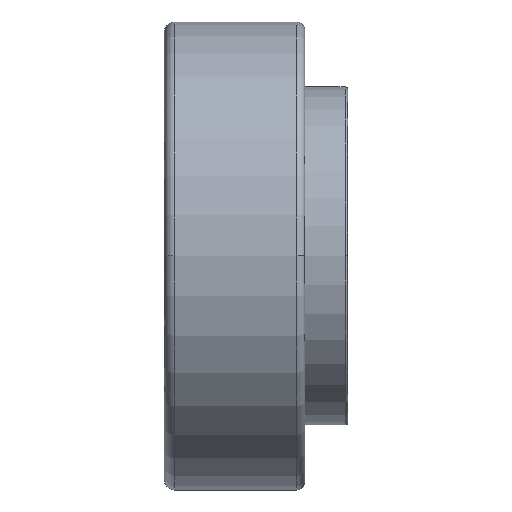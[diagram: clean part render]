
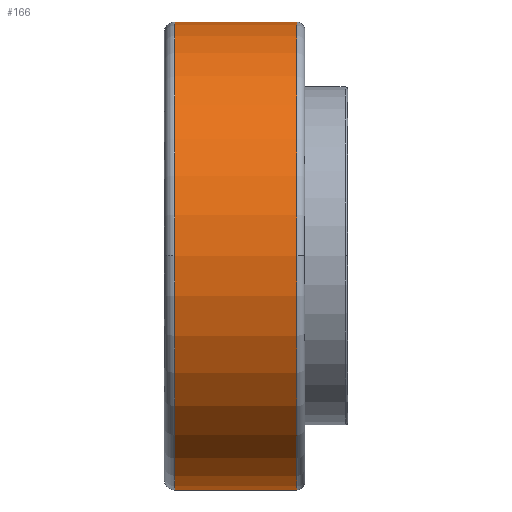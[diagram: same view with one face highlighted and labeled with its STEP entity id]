
A CAD part, top view. The second image highlights one B-rep face of the part: STEP entity #166.
In plain terms, the highlighted cylindrical face has radius 45 mm (diameter 90 mm), a partial arc.
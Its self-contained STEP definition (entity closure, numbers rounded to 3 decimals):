
#166=ADVANCED_FACE('',(#436),#437,.T.);
#436=FACE_OUTER_BOUND('',#855,.T.);
#437=CYLINDRICAL_SURFACE('',#856,45.0);
#855=EDGE_LOOP('',(#1263,#1264,#1265,#1266,#1267,#1268));
#856=AXIS2_PLACEMENT_3D('',#1269,#1270,#1271);
#1263=ORIENTED_EDGE('',*,*,#2272,.F.);
#1264=ORIENTED_EDGE('',*,*,#2273,.T.);
#1265=ORIENTED_EDGE('',*,*,#2274,.T.);
#1266=ORIENTED_EDGE('',*,*,#2275,.F.);
#1267=ORIENTED_EDGE('',*,*,#2276,.F.);
#1268=ORIENTED_EDGE('',*,*,#2267,.F.);
#1269=CARTESIAN_POINT('',(-3.875,0.0,0.0));
#1270=DIRECTION('',(1.0,0.0,0.0));
#1271=DIRECTION('',(0.0,1.0,0.0));
#2267=EDGE_CURVE('',#2652,#2654,#2655,.T.);
#2272=EDGE_CURVE('',#2662,#2652,#2663,.T.);
#2273=EDGE_CURVE('',#2662,#2664,#2665,.T.);
#2274=EDGE_CURVE('',#2664,#2666,#2667,.T.);
#2275=EDGE_CURVE('',#2668,#2666,#2669,.T.);
#2276=EDGE_CURVE('',#2654,#2668,#2670,.T.);
#2652=VERTEX_POINT('',#3210);
#2654=VERTEX_POINT('',#3212);
#2655=CIRCLE('',#3213,45.0);
#2662=VERTEX_POINT('',#3220);
#2663=LINE('',#3221,#3222);
#2664=VERTEX_POINT('',#3223);
#2665=CIRCLE('',#3224,45.0);
#2666=VERTEX_POINT('',#3225);
#2667=CIRCLE('',#3226,45.0);
#2668=VERTEX_POINT('',#3227);
#2669=LINE('',#3228,#3229);
#2670=CIRCLE('',#3230,45.0);
#3210=CARTESIAN_POINT('',(7.875,45.0,0.0));
#3212=CARTESIAN_POINT('',(7.875,0.,45.0));
#3213=AXIS2_PLACEMENT_3D('',#4956,#4957,#4958);
#3220=CARTESIAN_POINT('',(-15.625,45.0,0.0));
#3221=CARTESIAN_POINT('',(-3.875,45.0,0.));
#3222=VECTOR('',#4968,1.0);
#3223=CARTESIAN_POINT('',(-15.625,0.,45.0));
#3224=AXIS2_PLACEMENT_3D('',#4969,#4970,#4971);
#3225=CARTESIAN_POINT('',(-15.625,-45.0,0.));
#3226=AXIS2_PLACEMENT_3D('',#4972,#4973,#4974);
#3227=CARTESIAN_POINT('',(7.875,-45.0,0.));
#3228=CARTESIAN_POINT('',(-3.875,-45.0,0.));
#3229=VECTOR('',#4975,1.0);
#3230=AXIS2_PLACEMENT_3D('',#4976,#4977,#4978);
#4956=CARTESIAN_POINT('',(7.875,0.0,0.0));
#4957=DIRECTION('',(1.0,0.0,0.0));
#4958=DIRECTION('',(0.0,1.0,0.0));
#4968=DIRECTION('',(1.0,0.0,0.0));
#4969=CARTESIAN_POINT('',(-15.625,0.0,0.0));
#4970=DIRECTION('',(1.0,0.0,0.0));
#4971=DIRECTION('',(0.0,1.0,0.0));
#4972=CARTESIAN_POINT('',(-15.625,0.0,0.0));
#4973=DIRECTION('',(1.0,0.0,0.0));
#4974=DIRECTION('',(0.0,1.0,0.0));
#4975=DIRECTION('',(-1.0,-0.0,-0.0));
#4976=CARTESIAN_POINT('',(7.875,0.0,0.0));
#4977=DIRECTION('',(1.0,0.0,0.0));
#4978=DIRECTION('',(0.0,1.0,0.0));
